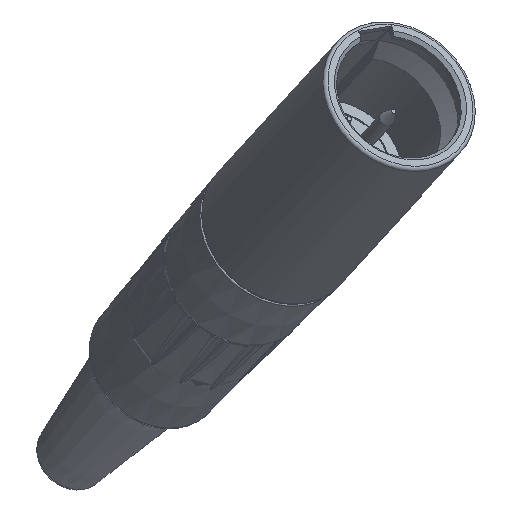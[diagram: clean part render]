
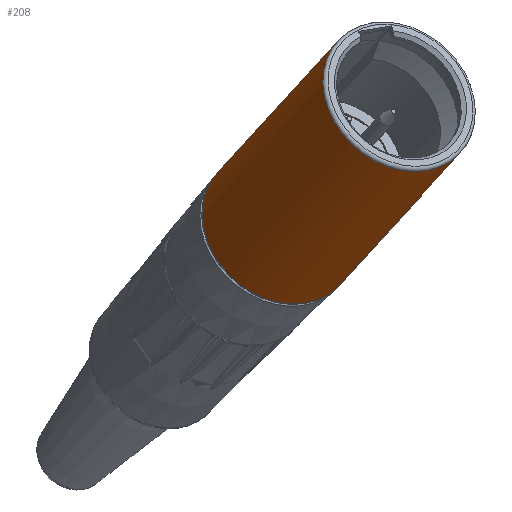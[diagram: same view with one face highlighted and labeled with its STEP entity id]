
A CAD part, isometric view. The second image highlights one B-rep face of the part: STEP entity #208.
In plain terms, the highlighted cylindrical face has radius 5.25 mm (diameter 10.5 mm), a full revolution.
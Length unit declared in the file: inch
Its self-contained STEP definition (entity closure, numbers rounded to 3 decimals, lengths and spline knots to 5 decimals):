
#177=CARTESIAN_POINT('',(0.03109,0.28568,0.20505));
#178=VERTEX_POINT('',#177);
#179=CARTESIAN_POINT('',(0.2278,0.23344,0.169));
#180=DIRECTION('',(0.,0.568,-0.823));
#181=DIRECTION('',(0.952,-0.253,-0.174));
#182=AXIS2_PLACEMENT_3D('',#179,#180,#181);
#183=CIRCLE('',#182,0.20669);
#184=EDGE_CURVE('',#178,#178,#183,.T.);
#189=CARTESIAN_POINT('',(0.2278,0.07131,0.40392));
#190=DIRECTION('',(0.,-0.568,0.823));
#191=DIRECTION('',(-0.952,0.253,0.174));
#192=AXIS2_PLACEMENT_3D('',#189,#190,#191);
#193=CYLINDRICAL_SURFACE('',#192,0.20669);
#194=CARTESIAN_POINT('',(0.4245,-0.24369,0.7486));
#195=VERTEX_POINT('',#194);
#196=CARTESIAN_POINT('',(0.2278,-0.19145,0.78465));
#197=DIRECTION('',(0.,-0.568,0.823));
#198=DIRECTION('',(-0.952,0.253,0.174));
#199=AXIS2_PLACEMENT_3D('',#196,#197,#198);
#200=CIRCLE('',#199,0.20669);
#201=EDGE_CURVE('',#195,#195,#200,.T.);
#202=ORIENTED_EDGE('',*,*,#201,.F.);
#203=EDGE_LOOP('',(#202));
#204=FACE_OUTER_BOUND('',#203,.T.);
#205=ORIENTED_EDGE('',*,*,#184,.F.);
#206=EDGE_LOOP('',(#205));
#207=FACE_BOUND('',#206,.T.);
#208=ADVANCED_FACE('',(#204,#207),#193,.T.);
